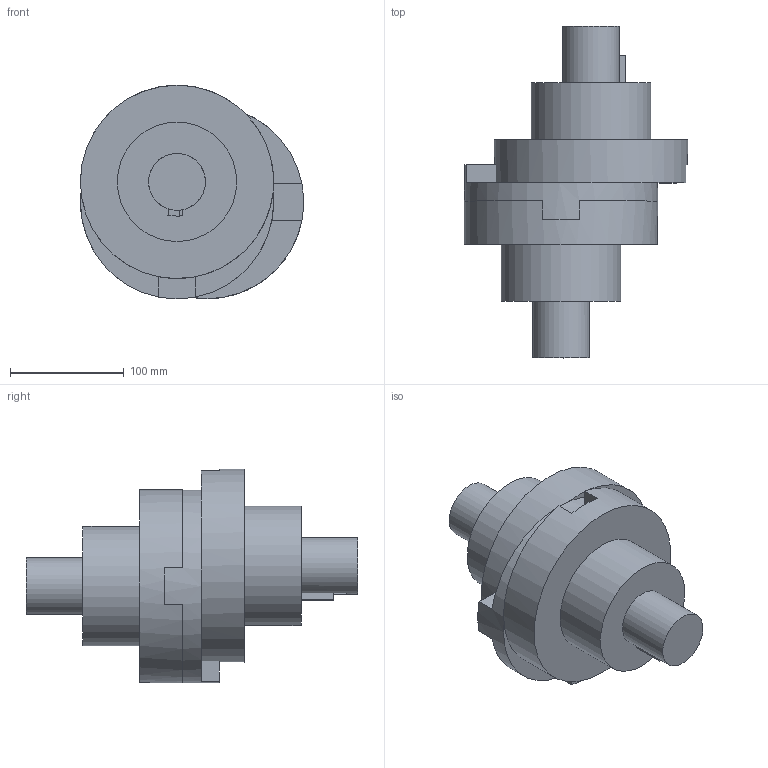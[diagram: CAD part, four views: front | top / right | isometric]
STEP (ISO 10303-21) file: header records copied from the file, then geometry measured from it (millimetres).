
FILE_DESCRIPTION(/* description */ ('STEP AP242','CAx-IF Rec.Pracs.---Representation and Presentation of Product Manufacturing Information (PMI)---4.0---2014-10-13','CAx-IF Rec.Pracs.---3D Tessellated Geometry---0.4---2014-09-14','2;1'),/* implementation_level */ '2;1');
FILE_NAME(/* name */ '6584149234b9764f5659d3f9',/* time_stamp */ '2023-12-21T10:33:55Z',/* author */ (''),/* organization */ (''),/* preprocessor_version */ 'ST-DEVELOPER v19.4',/* originating_system */ ' ',/* authorisation */ ' ');
FILE_SCHEMA (('AP242_MANAGED_MODEL_BASED_3D_ENGINEERING_MIM_LF { 1 0 10303 442 1 1 4 }'));
Length unit declared in the file: metre
Products named in the file (5): Assembly 1; Part 1
Assembly tree (7 placements, depth 2):
  Assembly 1
    Part 1
    Part 1  x2
    Part 1  x2
    Part 1  x2
Bounding box: 196.34 x 292 x 187.84 mm (x, y, z)
Volume: 3048659.9 mm3; surface area: 303771.7 mm2
Topology: 7 solids, 7 shells, 69 faces, 166 edges, 111 vertices
Faces by surface type: plane 58, cylinder 11
Full cylindrical faces by diameter (mm): 50 x2, 105 x2, 170 x3
Entity records: 1270 total; most frequent: DIRECTION 208, CARTESIAN_POINT 204, ORIENTED_EDGE 178, EDGE_CURVE 89, AXIS2_PLACEMENT_3D 73, LINE 62, VECTOR 62, VERTEX_POINT 61
